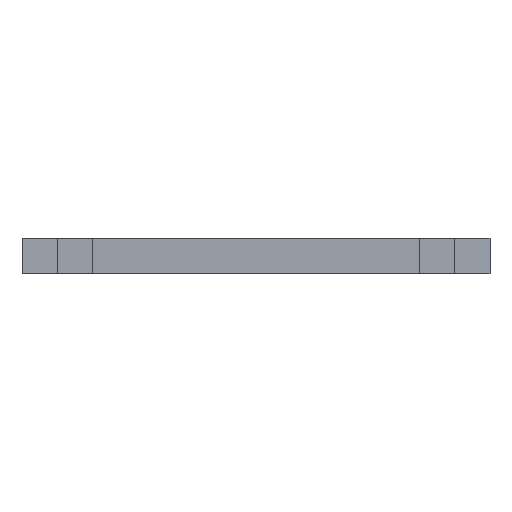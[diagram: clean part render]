
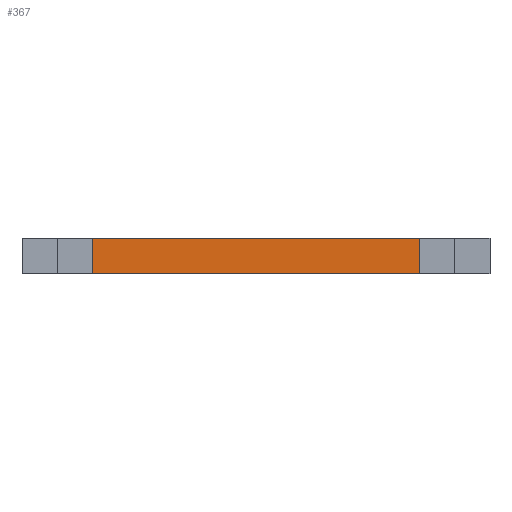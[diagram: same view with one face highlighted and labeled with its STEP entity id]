
A CAD part, left-side view. The second image highlights one B-rep face of the part: STEP entity #367.
In plain terms, the highlighted planar face has unit normal (-1, 0, 0).
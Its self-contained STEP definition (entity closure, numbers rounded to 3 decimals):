
#342 = VERTEX_POINT('',#343);
#343 = CARTESIAN_POINT('',(-42.5,35.,7.5));
#349 = EDGE_CURVE('',#350,#342,#352,.T.);
#350 = VERTEX_POINT('',#351);
#351 = CARTESIAN_POINT('',(-42.5,35.,0.));
#352 = LINE('',#353,#354);
#353 = CARTESIAN_POINT('',(-42.5,35.,0.));
#354 = VECTOR('',#355,1.);
#355 = DIRECTION('',(0.,0.,1.));
#367 = ADVANCED_FACE('',(#368),#393,.F.);
#368 = FACE_BOUND('',#369,.F.);
#369 = EDGE_LOOP('',(#370,#371,#379,#387));
#370 = ORIENTED_EDGE('',*,*,#349,.T.);
#371 = ORIENTED_EDGE('',*,*,#372,.T.);
#372 = EDGE_CURVE('',#342,#373,#375,.T.);
#373 = VERTEX_POINT('',#374);
#374 = CARTESIAN_POINT('',(-42.5,-35.,7.5));
#375 = LINE('',#376,#377);
#376 = CARTESIAN_POINT('',(-42.5,35.,7.5));
#377 = VECTOR('',#378,1.);
#378 = DIRECTION('',(0.,-1.,0.));
#379 = ORIENTED_EDGE('',*,*,#380,.F.);
#380 = EDGE_CURVE('',#381,#373,#383,.T.);
#381 = VERTEX_POINT('',#382);
#382 = CARTESIAN_POINT('',(-42.5,-35.,0.));
#383 = LINE('',#384,#385);
#384 = CARTESIAN_POINT('',(-42.5,-35.,0.));
#385 = VECTOR('',#386,1.);
#386 = DIRECTION('',(0.,0.,1.));
#387 = ORIENTED_EDGE('',*,*,#388,.F.);
#388 = EDGE_CURVE('',#350,#381,#389,.T.);
#389 = LINE('',#390,#391);
#390 = CARTESIAN_POINT('',(-42.5,35.,0.));
#391 = VECTOR('',#392,1.);
#392 = DIRECTION('',(0.,-1.,0.));
#393 = PLANE('',#394);
#394 = AXIS2_PLACEMENT_3D('',#395,#396,#397);
#395 = CARTESIAN_POINT('',(-42.5,35.,0.));
#396 = DIRECTION('',(1.,0.,0.));
#397 = DIRECTION('',(0.,-1.,0.));
